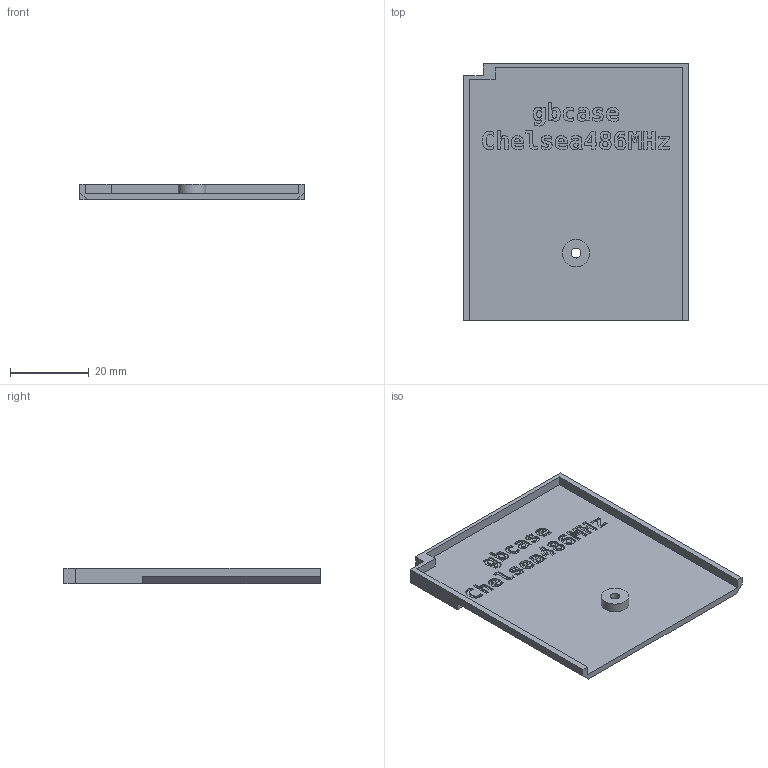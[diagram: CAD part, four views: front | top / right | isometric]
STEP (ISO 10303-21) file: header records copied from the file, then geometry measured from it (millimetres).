
FILE_DESCRIPTION(/* description */ (''),/* implementation_level */ '2;1');
FILE_NAME(/* name */ 'gbcase-top.step',/* time_stamp */ '2022-06-01T19:25:11+02:00',/* author */ (''),/* organization */ (''),/* preprocessor_version */ 'ST-DEVELOPER v19',/* originating_system */ 'Autodesk Translation Framework v11.7.0.108',/* authorisation */ '');
FILE_SCHEMA (('AUTOMOTIVE_DESIGN { 1 0 10303 214 3 1 1 }'));
Length unit declared in the file: millimetre
Products named in the file (1): gbcase-top
Bounding box: 57 x 65 x 4 mm (x, y, z)
Volume: 6334.6 mm3; surface area: 8790.6 mm2
Topology: 1 solids, 1 shells, 467 faces, 1299 edges, 866 vertices
Faces by surface type: bspline 302, plane 162, cylinder 3
Full cylindrical faces by diameter (mm): 2.5 x1, 4 x1, 7 x1
Entity records: 17703 total; most frequent: CARTESIAN_POINT 7767, ORIENTED_EDGE 2598, EDGE_CURVE 1299, DIRECTION 1033, VERTEX_POINT 866, LINE 689, VECTOR 689, B_SPLINE_CURVE_WITH_KNOTS 604
